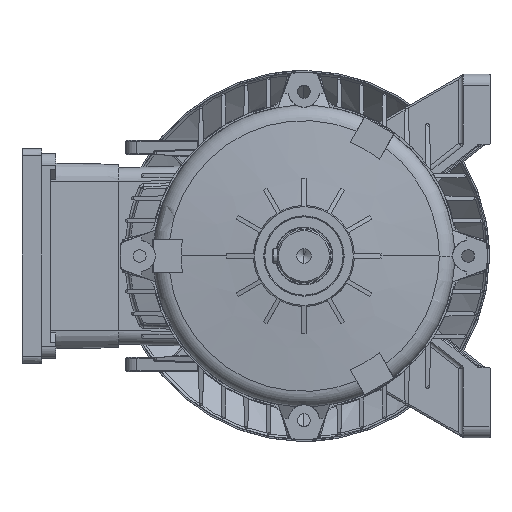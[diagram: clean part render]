
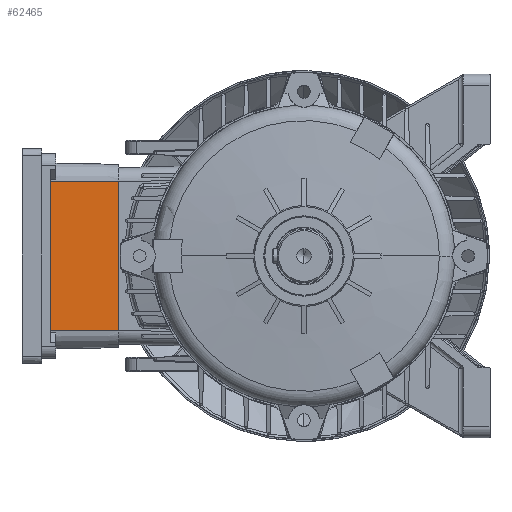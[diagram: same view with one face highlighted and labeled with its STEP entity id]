
A CAD part, left-side view. The second image highlights one B-rep face of the part: STEP entity #62465.
In plain terms, the highlighted face is planar.
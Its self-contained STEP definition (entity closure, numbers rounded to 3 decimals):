
#1704 = CARTESIAN_POINT ( 'NONE',  ( 118., 131.016, 48.5 ) ) ;
#2072 = DIRECTION ( 'NONE',  ( 0., -0.021, -1. ) ) ;
#3429 = PLANE ( 'NONE',  #116432 ) ;
#7468 = VECTOR ( 'NONE', #2072, 1000. ) ;
#10182 = EDGE_CURVE ( 'NONE', #92110, #11341, #94531, .T. ) ;
#11341 = VERTEX_POINT ( 'NONE', #44797 ) ;
#17322 = DIRECTION ( 'NONE',  ( 0., 0.021, 1. ) ) ;
#19196 = VECTOR ( 'NONE', #151521, 1000. ) ;
#20735 = EDGE_CURVE ( 'NONE', #90518, #11341, #60865, .T. ) ;
#28599 = LINE ( 'NONE', #103163, #19196 ) ;
#31636 = EDGE_LOOP ( 'NONE', ( #159974, #50346, #131475, #144502 ) ) ;
#44797 = CARTESIAN_POINT ( 'NONE',  ( 12., 130., 0. ) ) ;
#50346 = ORIENTED_EDGE ( 'NONE', *, *, #10182, .F. ) ;
#54058 = EDGE_CURVE ( 'NONE', #96895, #92110, #28599, .T. ) ;
#59433 = CARTESIAN_POINT ( 'NONE',  ( 118., 130., 0. ) ) ;
#60865 = LINE ( 'NONE', #159252, #144085 ) ;
#62465 = ADVANCED_FACE ( 'NONE', ( #155757 ), #3429, .T. ) ;
#68541 = EDGE_CURVE ( 'NONE', #96895, #90518, #102017, .T. ) ;
#74743 = DIRECTION ( 'NONE',  ( -1., 0., 0. ) ) ;
#81401 = CARTESIAN_POINT ( 'NONE',  ( 12., 130., 0. ) ) ;
#90518 = VERTEX_POINT ( 'NONE', #59433 ) ;
#92110 = VERTEX_POINT ( 'NONE', #139099 ) ;
#94531 = LINE ( 'NONE', #81401, #137756 ) ;
#96895 = VERTEX_POINT ( 'NONE', #1704 ) ;
#102017 = LINE ( 'NONE', #138067, #7468 ) ;
#103163 = CARTESIAN_POINT ( 'NONE',  ( 12., 131.016, 48.5 ) ) ;
#116432 = AXIS2_PLACEMENT_3D ( 'NONE', #154157, #129576, #17322 ) ;
#129576 = DIRECTION ( 'NONE',  ( 0., 1., -0.021 ) ) ;
#131457 = DIRECTION ( 'NONE',  ( 0., -0.021, -1. ) ) ;
#131475 = ORIENTED_EDGE ( 'NONE', *, *, #54058, .F. ) ;
#137756 = VECTOR ( 'NONE', #131457, 1000. ) ;
#138067 = CARTESIAN_POINT ( 'NONE',  ( 118., 130., 0. ) ) ;
#139099 = CARTESIAN_POINT ( 'NONE',  ( 12., 131.016, 48.5 ) ) ;
#144085 = VECTOR ( 'NONE', #74743, 1000. ) ;
#144502 = ORIENTED_EDGE ( 'NONE', *, *, #68541, .T. ) ;
#151521 = DIRECTION ( 'NONE',  ( -1., 0., 0. ) ) ;
#154157 = CARTESIAN_POINT ( 'NONE',  ( 12., 130., 0. ) ) ;
#155757 = FACE_OUTER_BOUND ( 'NONE', #31636, .T. ) ;
#159252 = CARTESIAN_POINT ( 'NONE',  ( 12., 130., 0. ) ) ;
#159974 = ORIENTED_EDGE ( 'NONE', *, *, #20735, .T. ) ;
